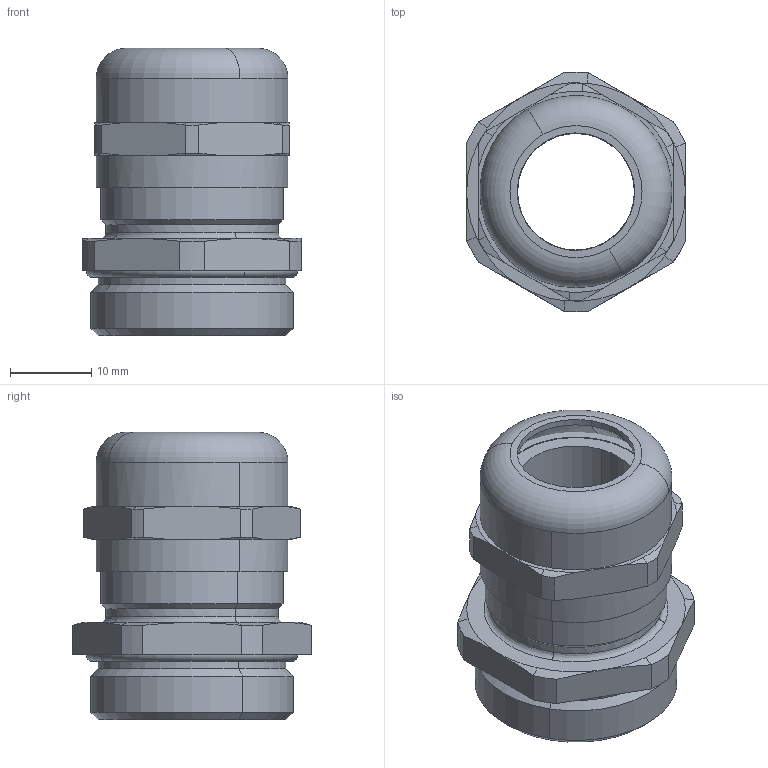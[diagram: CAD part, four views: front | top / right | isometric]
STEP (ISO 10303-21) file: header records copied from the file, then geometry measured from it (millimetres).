
FILE_DESCRIPTION(('CATIA V5R24 STEP','CAx-IF Rec.Pracs.--- Model Styling and Organization---1.2---2011-12-15'),'2;1');
FILE_NAME ('020973-2_2_1772230000_1772230000.stp','2018-04-06T08:46:15+00:00',('none'),('Weidmueller'),'CATIA Version 5-6 Release 2014 SP4 HF52','CATIA V5 STEP AP214','none');
FILE_SCHEMA(('AUTOMOTIVE_DESIGN { 1 0 10303 214 1 1 1 1 }'));
Length unit declared in the file: millimetre
Products named in the file (1): 65679 VG M25 - MS68
Bounding box: 27 x 29.6 x 35.47 mm (x, y, z)
Volume: 8742 mm3; surface area: 10174.7 mm2
Topology: 4 solids, 4 shells, 150 faces, 421 edges, 287 vertices
Faces by surface type: cone 54, cylinder 48, plane 28, torus 16, bspline 4
Entity records: 5381 total; most frequent: CARTESIAN_POINT 1652, ORIENTED_EDGE 842, DIRECTION 612, EDGE_CURVE 421, AXIS2_PLACEMENT_3D 355, VERTEX_POINT 287, CIRCLE 211, EDGE_LOOP 166
